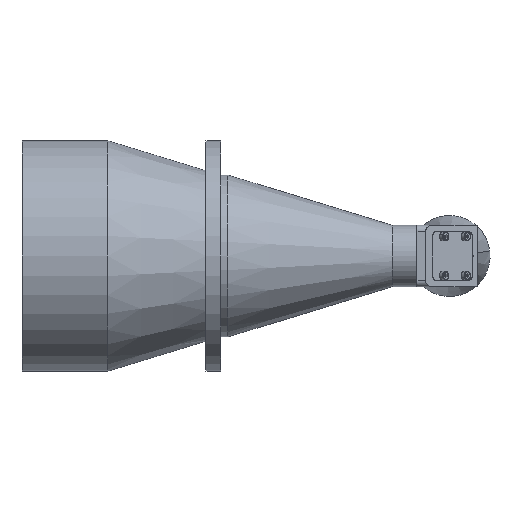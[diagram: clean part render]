
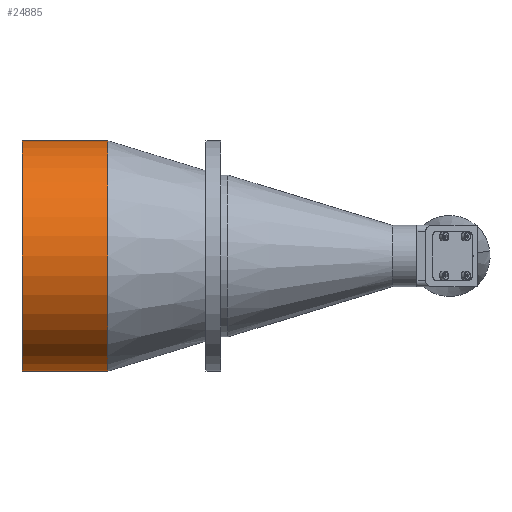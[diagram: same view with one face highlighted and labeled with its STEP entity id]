
A CAD part, left-side view. The second image highlights one B-rep face of the part: STEP entity #24885.
In plain terms, the highlighted cylindrical face has radius 94 mm (diameter 188 mm), a partial arc.
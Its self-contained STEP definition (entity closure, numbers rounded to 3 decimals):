
#455 = VECTOR ( 'NONE', #40239, 1000. ) ;
#927 = DIRECTION ( 'NONE',  ( 0., -1., 0. ) ) ;
#1528 = VERTEX_POINT ( 'NONE', #20827 ) ;
#2024 = CIRCLE ( 'NONE', #29052, 94. ) ;
#2057 = ORIENTED_EDGE ( 'NONE', *, *, #31302, .T. ) ;
#5855 = CARTESIAN_POINT ( 'NONE',  ( -27.358, 186.64, -94. ) ) ;
#5879 = ORIENTED_EDGE ( 'NONE', *, *, #19143, .F. ) ;
#6080 = EDGE_CURVE ( 'NONE', #25998, #1528, #19595, .T. ) ;
#7220 = CARTESIAN_POINT ( 'NONE',  ( -27.358, 186.64, 0. ) ) ;
#7660 = DIRECTION ( 'NONE',  ( 0., 0., -1. ) ) ;
#8892 = VECTOR ( 'NONE', #26518, 1000. ) ;
#8968 = LINE ( 'NONE', #5855, #8892 ) ;
#9054 = VERTEX_POINT ( 'NONE', #11672 ) ;
#11672 = CARTESIAN_POINT ( 'NONE',  ( -27.358, 348.34, -94. ) ) ;
#12788 = DIRECTION ( 'NONE',  ( 0., 0., -1. ) ) ;
#13940 = CYLINDRICAL_SURFACE ( 'NONE', #37246, 94. ) ;
#18903 = EDGE_CURVE ( 'NONE', #9054, #42243, #8968, .T. ) ;
#19143 = EDGE_CURVE ( 'NONE', #1528, #42243, #37098, .T. ) ;
#19449 = CARTESIAN_POINT ( 'NONE',  ( -27.358, 348.34, 0. ) ) ;
#19595 = LINE ( 'NONE', #26219, #455 ) ;
#19792 = EDGE_LOOP ( 'NONE', ( #37734, #2057, #28641, #5879 ) ) ;
#20827 = CARTESIAN_POINT ( 'NONE',  ( -27.358, 278.64, 94. ) ) ;
#22772 = DIRECTION ( 'NONE',  ( 0., -1., 0. ) ) ;
#24330 = CARTESIAN_POINT ( 'NONE',  ( -27.358, 278.64, -94. ) ) ;
#24885 = ADVANCED_FACE ( 'NONE', ( #30806 ), #13940, .T. ) ;
#25073 = AXIS2_PLACEMENT_3D ( 'NONE', #34512, #40457, #30271 ) ;
#25998 = VERTEX_POINT ( 'NONE', #29600 ) ;
#26219 = CARTESIAN_POINT ( 'NONE',  ( -27.358, 186.64, 94. ) ) ;
#26518 = DIRECTION ( 'NONE',  ( 0., -1., 0. ) ) ;
#28641 = ORIENTED_EDGE ( 'NONE', *, *, #18903, .T. ) ;
#29052 = AXIS2_PLACEMENT_3D ( 'NONE', #19449, #22772, #12788 ) ;
#29600 = CARTESIAN_POINT ( 'NONE',  ( -27.358, 348.34, 94. ) ) ;
#30271 = DIRECTION ( 'NONE',  ( 0., 0., 1. ) ) ;
#30806 = FACE_OUTER_BOUND ( 'NONE', #19792, .T. ) ;
#31302 = EDGE_CURVE ( 'NONE', #25998, #9054, #2024, .T. ) ;
#34512 = CARTESIAN_POINT ( 'NONE',  ( -27.358, 278.64, 0. ) ) ;
#37098 = CIRCLE ( 'NONE', #25073, 94. ) ;
#37246 = AXIS2_PLACEMENT_3D ( 'NONE', #7220, #927, #7660 ) ;
#37734 = ORIENTED_EDGE ( 'NONE', *, *, #6080, .F. ) ;
#40239 = DIRECTION ( 'NONE',  ( 0., -1., 0. ) ) ;
#40457 = DIRECTION ( 'NONE',  ( 0., -1., 0. ) ) ;
#42243 = VERTEX_POINT ( 'NONE', #24330 ) ;
